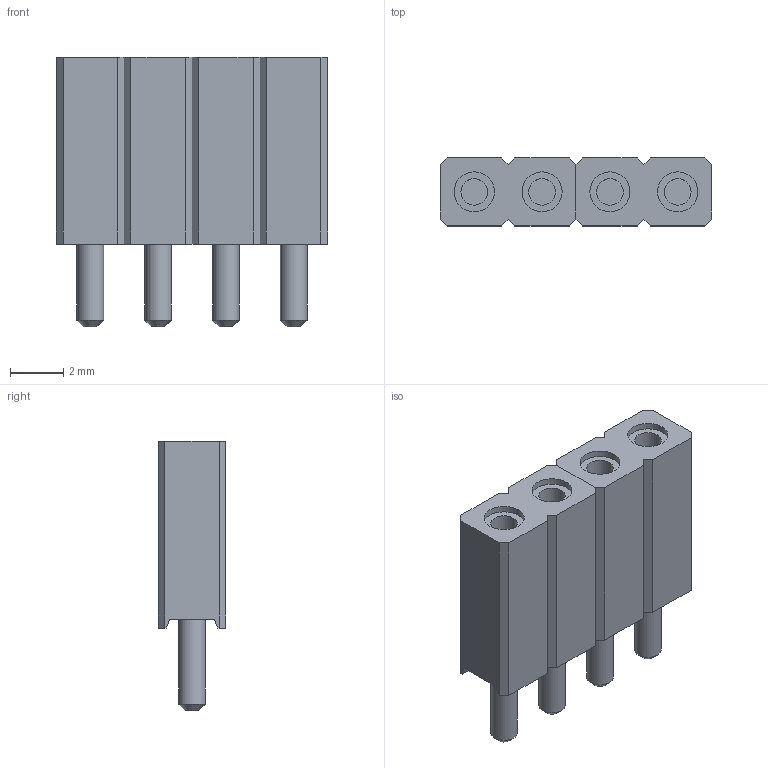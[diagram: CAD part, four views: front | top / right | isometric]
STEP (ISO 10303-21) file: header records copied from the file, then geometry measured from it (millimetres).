
FILE_DESCRIPTION(('FreeCAD Model'),'2;1');
FILE_NAME('Open CASCADE Shape Model','2025-03-29T21:11:33',(''),(''), 'Open CASCADE STEP processor 7.7','FreeCAD','Unknown');
FILE_SCHEMA(('AUTOMOTIVE_DESIGN { 1 0 10303 214 1 1 1 1 }'));
Length unit declared in the file: millimetre
Products named in the file (1): Header F 4P
Bounding box: 10.16 x 2.54 x 10.1 mm (x, y, z)
Volume: 161.8 mm3; surface area: 354.5 mm2
Topology: 1 solids, 1 shells, 66 faces, 144 edges, 92 vertices
Faces by surface type: plane 50, cylinder 12, cone 4
Full cylindrical faces by diameter (mm): 1 x8, 1.5 x4
Entity records: 2397 total; most frequent: DIRECTION 306, CARTESIAN_POINT 303, ORIENTED_EDGE 288, EDGE_CURVE 144, LINE 116, VECTOR 116, AXIS2_PLACEMENT_3D 95, VERTEX_POINT 92
